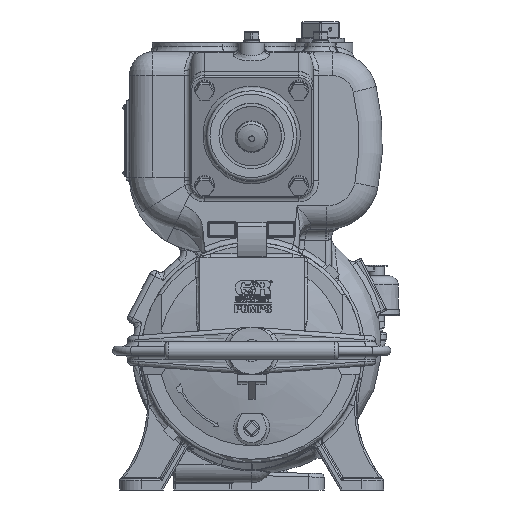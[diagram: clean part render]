
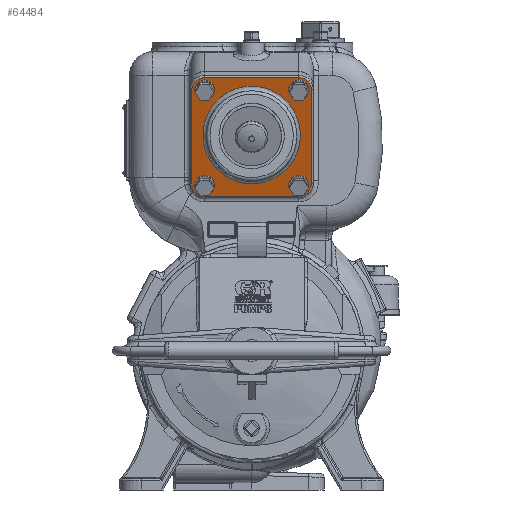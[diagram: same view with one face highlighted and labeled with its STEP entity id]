
A CAD part, front view. The second image highlights one B-rep face of the part: STEP entity #64484.
In plain terms, the highlighted planar face has unit normal (0, -0.942, -0.335).
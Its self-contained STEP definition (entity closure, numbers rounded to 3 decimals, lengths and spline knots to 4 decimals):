
#484=ELLIPSE('',#69249,1.7878,1.68);
#486=ELLIPSE('',#69261,0.4682,0.44);
#487=ELLIPSE('',#69265,0.4682,0.44);
#6046=LINE('',#122731,#8611);
#6048=LINE('',#122760,#8613);
#6049=LINE('',#122764,#8614);
#6050=LINE('',#122768,#8615);
#8611=VECTOR('',#81250,39.3701);
#8613=VECTOR('',#81260,39.3701);
#8614=VECTOR('',#81263,39.3701);
#8615=VECTOR('',#81266,39.3701);
#21012=ORIENTED_EDGE('',*,*,#27736,.T.);
#21013=ORIENTED_EDGE('',*,*,#27735,.T.);
#21014=ORIENTED_EDGE('',*,*,#27734,.T.);
#21015=ORIENTED_EDGE('',*,*,#27733,.T.);
#21016=ORIENTED_EDGE('',*,*,#27740,.T.);
#21017=ORIENTED_EDGE('',*,*,#27742,.T.);
#21018=ORIENTED_EDGE('',*,*,#27745,.T.);
#21019=ORIENTED_EDGE('',*,*,#27747,.T.);
#21020=ORIENTED_EDGE('',*,*,#27748,.T.);
#21021=ORIENTED_EDGE('',*,*,#27749,.T.);
#21022=ORIENTED_EDGE('',*,*,#27750,.T.);
#21023=ORIENTED_EDGE('',*,*,#27751,.T.);
#21024=ORIENTED_EDGE('',*,*,#27732,.T.);
#27732=EDGE_CURVE('',#31810,#31810,#484,.T.);
#27733=EDGE_CURVE('',#31811,#31811,#34187,.T.);
#27734=EDGE_CURVE('',#31812,#31812,#34188,.T.);
#27735=EDGE_CURVE('',#31813,#31813,#34189,.T.);
#27736=EDGE_CURVE('',#31814,#31814,#34190,.T.);
#27740=EDGE_CURVE('',#31815,#31818,#486,.F.);
#27742=EDGE_CURVE('',#31818,#31820,#6046,.F.);
#27745=EDGE_CURVE('',#31820,#31822,#487,.F.);
#27747=EDGE_CURVE('',#31822,#31823,#6048,.F.);
#27748=EDGE_CURVE('',#31823,#31824,#34195,.F.);
#27749=EDGE_CURVE('',#31824,#31825,#6049,.T.);
#27750=EDGE_CURVE('',#31825,#31826,#34196,.F.);
#27751=EDGE_CURVE('',#31826,#31815,#6050,.T.);
#31810=VERTEX_POINT('',#122685);
#31811=VERTEX_POINT('',#122688);
#31812=VERTEX_POINT('',#122691);
#31813=VERTEX_POINT('',#122694);
#31814=VERTEX_POINT('',#122697);
#31815=VERTEX_POINT('',#122720);
#31818=VERTEX_POINT('',#122725);
#31820=VERTEX_POINT('',#122730);
#31822=VERTEX_POINT('',#122756);
#31823=VERTEX_POINT('',#122761);
#31824=VERTEX_POINT('',#122763);
#31825=VERTEX_POINT('',#122765);
#31826=VERTEX_POINT('',#122767);
#34187=CIRCLE('',#69251,0.3415);
#34188=CIRCLE('',#69253,0.3415);
#34189=CIRCLE('',#69255,0.3415);
#34190=CIRCLE('',#69257,0.3415);
#34195=CIRCLE('',#69268,0.44);
#34196=CIRCLE('',#69269,0.44);
#37349=EDGE_LOOP('',(#21012));
#37350=EDGE_LOOP('',(#21013));
#37351=EDGE_LOOP('',(#21014));
#37352=EDGE_LOOP('',(#21015));
#37353=EDGE_LOOP('',(#21016,#21017,#21018,#21019,#21020,#21021,#21022,#21023));
#37354=EDGE_LOOP('',(#21024));
#40620=FACE_BOUND('',#37349,.T.);
#40621=FACE_BOUND('',#37350,.T.);
#40622=FACE_BOUND('',#37351,.T.);
#40623=FACE_BOUND('',#37352,.T.);
#40624=FACE_BOUND('',#37353,.T.);
#40625=FACE_BOUND('',#37354,.T.);
#41731=PLANE('',#69267);
#64484=ADVANCED_FACE('',(#40620,#40621,#40622,#40623,#40624,#40625),#41731,
 .F.);
#69249=AXIS2_PLACEMENT_3D('',#122684,#81220,#81221);
#69251=AXIS2_PLACEMENT_3D('',#122687,#81224,#81225);
#69253=AXIS2_PLACEMENT_3D('',#122690,#81228,#81229);
#69255=AXIS2_PLACEMENT_3D('',#122693,#81232,#81233);
#69257=AXIS2_PLACEMENT_3D('',#122696,#81236,#81237);
#69261=AXIS2_PLACEMENT_3D('',#122726,#81244,#81245);
#69265=AXIS2_PLACEMENT_3D('',#122757,#81254,#81255);
#69267=AXIS2_PLACEMENT_3D('',#122759,#81258,#81259);
#69268=AXIS2_PLACEMENT_3D('',#122762,#81261,#81262);
#69269=AXIS2_PLACEMENT_3D('',#122766,#81264,#81265);
#81220=DIRECTION('',(0.,0.942,0.335));
#81221=DIRECTION('',(0.,-0.335,0.942));
#81224=DIRECTION('',(0.,0.942,0.335));
#81225=DIRECTION('',(1.,0.,0.));
#81228=DIRECTION('',(0.,0.942,0.335));
#81229=DIRECTION('',(1.,0.,0.));
#81232=DIRECTION('',(0.,0.942,0.335));
#81233=DIRECTION('',(1.,0.,0.));
#81236=DIRECTION('',(0.,0.942,0.335));
#81237=DIRECTION('',(1.,0.,0.));
#81244=DIRECTION('',(0.,0.942,0.335));
#81245=DIRECTION('',(0.,0.335,-0.942));
#81250=DIRECTION('',(-1.,0.,0.));
#81254=DIRECTION('',(0.,0.942,0.335));
#81255=DIRECTION('',(0.,-0.335,0.942));
#81258=DIRECTION('',(0.,0.942,0.335));
#81259=DIRECTION('',(0.,-0.335,0.942));
#81260=DIRECTION('',(0.,0.335,-0.942));
#81261=DIRECTION('',(0.,0.942,0.335));
#81262=DIRECTION('',(0.,-0.335,0.942));
#81263=DIRECTION('',(-1.,0.,0.));
#81264=DIRECTION('',(0.,0.942,0.335));
#81265=DIRECTION('',(0.,-0.335,0.942));
#81266=DIRECTION('',(0.,0.335,-0.942));
#122684=CARTESIAN_POINT('',(0.,-5.0742,7.5111));
#122685=CARTESIAN_POINT('',(0.,-5.6728,9.1957));
#122687=CARTESIAN_POINT('',(-1.625,-4.4634,5.7926));
#122688=CARTESIAN_POINT('',(-1.2835,-4.4634,5.7926));
#122690=CARTESIAN_POINT('',(-1.625,-5.6354,9.0905));
#122691=CARTESIAN_POINT('',(-1.2835,-5.6354,9.0905));
#122693=CARTESIAN_POINT('',(1.625,-4.4634,5.7926));
#122694=CARTESIAN_POINT('',(1.9665,-4.4634,5.7926));
#122696=CARTESIAN_POINT('',(1.625,-5.6354,9.0905));
#122697=CARTESIAN_POINT('',(1.9665,-5.6354,9.0905));
#122720=CARTESIAN_POINT('',(-2.065,-4.477,5.8306));
#122725=CARTESIAN_POINT('',(-1.625,-4.3202,5.3894));
#122726=CARTESIAN_POINT('',(-1.625,-4.477,5.8306));
#122730=CARTESIAN_POINT('',(1.625,-4.3202,5.3894));
#122731=CARTESIAN_POINT('',(2.125,-4.3202,5.3894));
#122756=CARTESIAN_POINT('',(2.065,-4.477,5.8306));
#122757=CARTESIAN_POINT('',(1.625,-4.477,5.8306));
#122759=CARTESIAN_POINT('',(2.125,-5.7995,9.5522));
#122760=CARTESIAN_POINT('',(2.065,-5.6321,9.0811));
#122761=CARTESIAN_POINT('',(2.065,-5.6321,9.0811));
#122762=CARTESIAN_POINT('',(1.625,-5.6321,9.0811));
#122763=CARTESIAN_POINT('',(1.625,-5.7794,9.4957));
#122764=CARTESIAN_POINT('',(2.125,-5.7794,9.4957));
#122765=CARTESIAN_POINT('',(-1.625,-5.7794,9.4957));
#122766=CARTESIAN_POINT('',(-1.625,-5.6321,9.0811));
#122767=CARTESIAN_POINT('',(-2.065,-5.6321,9.0811));
#122768=CARTESIAN_POINT('',(-2.065,-5.7995,9.5522));
